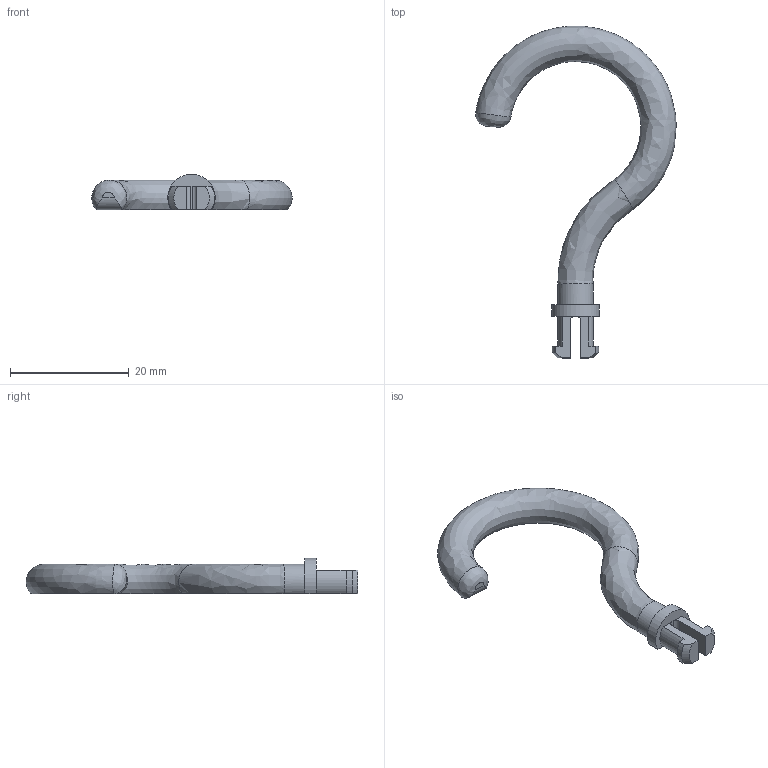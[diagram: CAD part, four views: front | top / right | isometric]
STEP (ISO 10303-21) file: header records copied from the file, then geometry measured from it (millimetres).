
FILE_DESCRIPTION(/* description */ (''),/* implementation_level */ '2;1');
FILE_NAME(/* name */ 'filmDigitizer_135_filmHanger_hook-25mm',/* time_stamp */ '2023-12-07T09:12:39-05:00',/* author */ ('George Moua'),/* organization */ ('Archive 663'),/* preprocessor_version */ 'ST-DEVELOPER v16.7',/* originating_system */ 'Solid Edge',/* authorisation */ 'Unknown');
FILE_SCHEMA (('AUTOMOTIVE_DESIGN {1 0 10303 214 3 1 1}'));
Length unit declared in the file: millimetre
Products named in the file (2): filmDigitizer_135_filmHanger; filmDigitizer_135_filmHanger_hook-25mm
Assembly tree (1 placements, depth 2):
  filmDigitizer_135_filmHanger
    filmDigitizer_135_filmHanger_hook-25mm
Bounding box: 33.82 x 55.99 x 6 mm (x, y, z)
Volume: 2164.3 mm3; surface area: 1720 mm2
Topology: 1 solids, 1 shells, 27 faces, 79 edges, 55 vertices
Faces by surface type: plane 12, cylinder 9, bspline 4, cone 2
Entity records: 1255 total; most frequent: CARTESIAN_POINT 511, ORIENTED_EDGE 158, DIRECTION 132, EDGE_CURVE 79, VERTEX_POINT 55, AXIS2_PLACEMENT_3D 46, LINE 40, VECTOR 40
